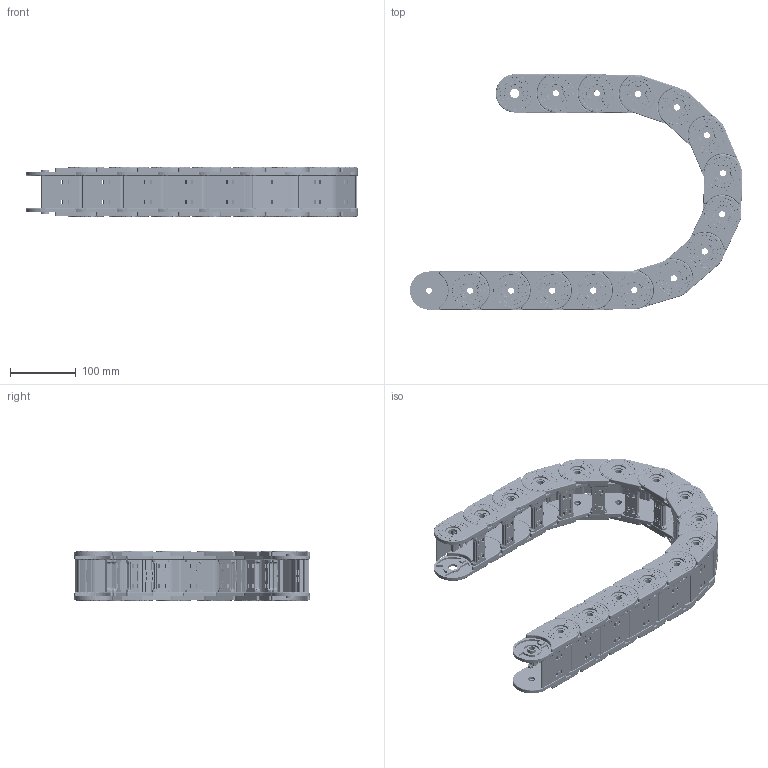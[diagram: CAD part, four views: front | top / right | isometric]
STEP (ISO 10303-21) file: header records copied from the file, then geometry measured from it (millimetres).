
FILE_DESCRIPTION (( 'STEP AP214' ), '1' );
FILE_NAME ('CK42-Y050-R150.STEP', '2019-09-10T06:55:28', ( '' ), ( '' ), 'SwSTEP 2.0', 'SolidWorks 2017', '' );
FILE_SCHEMA (( 'AUTOMOTIVE_DESIGN' ));
Length unit declared in the file: millimetre
Products named in the file (2): CK42-Y050-R150; CK42-Y050
Assembly tree (15 placements, depth 2):
  CK42-Y050-R150
    CK42-Y050  x15
Bounding box: 505.24 x 358 x 74.8 mm (x, y, z)
Volume: 1229212.6 mm3; surface area: 787241.7 mm2
Topology: 60 solids, 60 shells, 10140 faces, 26490 edges, 16800 vertices
Faces by surface type: cylinder 4320, plane 4170, bspline 1170, torus 300, sphere 180
Entity records: 35544 total; most frequent: CARTESIAN_POINT 20133, ORIENTED_EDGE 3500, DIRECTION 2612, EDGE_CURVE 1750, VERTEX_POINT 1120, LINE 948, VECTOR 948, AXIS2_PLACEMENT_3D 832
